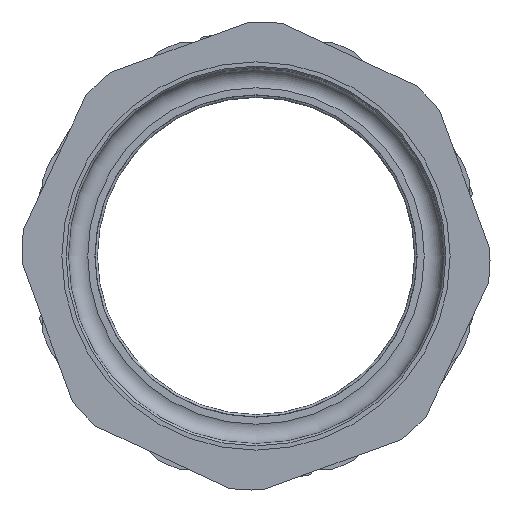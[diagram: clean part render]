
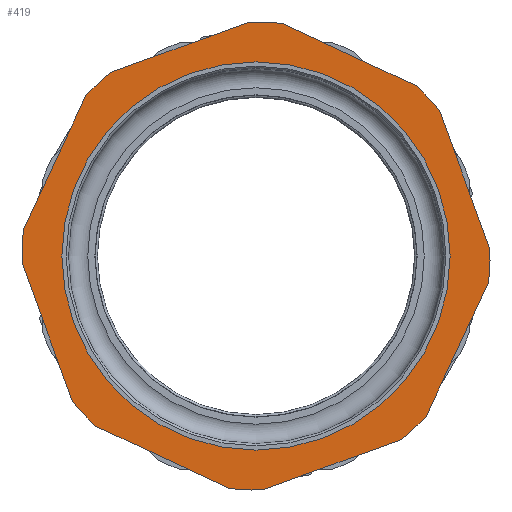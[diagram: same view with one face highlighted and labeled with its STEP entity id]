
A CAD part, front view. The second image highlights one B-rep face of the part: STEP entity #419.
In plain terms, the highlighted planar face has unit normal (0, -1, 0).
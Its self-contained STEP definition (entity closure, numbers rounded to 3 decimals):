
#419=ADVANCED_FACE('',(#1433,#1435),#1437,.T.);
#1433=FACE_BOUND('',#1434,.T.);
#1434=EDGE_LOOP('',(#2247,#2248,#2249,#2250,#2251,#2252,#2253,#2254,#2255,#2256,
#2257,#2258,#2259,#2260,#2261,#2262));
#1435=FACE_BOUND('',#1436,.T.);
#1436=EDGE_LOOP('',(#2263));
#1437=PLANE('',#1438);
#1438=AXIS2_PLACEMENT_3D('',#1439,#1440,#1441);
#1439=CARTESIAN_POINT('',(0.,-34.83,0.));
#1440=DIRECTION('',(0.,-1.,0.));
#1441=DIRECTION('',(-0.342,0.,0.94));
#2247=ORIENTED_EDGE('',*,*,#2720,.T.);
#2248=ORIENTED_EDGE('',*,*,#2695,.T.);
#2249=ORIENTED_EDGE('',*,*,#2721,.T.);
#2250=ORIENTED_EDGE('',*,*,#2717,.T.);
#2251=ORIENTED_EDGE('',*,*,#2722,.T.);
#2252=ORIENTED_EDGE('',*,*,#2713,.T.);
#2253=ORIENTED_EDGE('',*,*,#2723,.T.);
#2254=ORIENTED_EDGE('',*,*,#2709,.T.);
#2255=ORIENTED_EDGE('',*,*,#2724,.T.);
#2256=ORIENTED_EDGE('',*,*,#2705,.T.);
#2257=ORIENTED_EDGE('',*,*,#2725,.T.);
#2258=ORIENTED_EDGE('',*,*,#2701,.T.);
#2259=ORIENTED_EDGE('',*,*,#2726,.T.);
#2260=ORIENTED_EDGE('',*,*,#2697,.T.);
#2261=ORIENTED_EDGE('',*,*,#2727,.T.);
#2262=ORIENTED_EDGE('',*,*,#2689,.T.);
#2263=ORIENTED_EDGE('',*,*,#2728,.F.);
#2689=EDGE_CURVE('',#2997,#2995,#2998,.T.);
#2695=EDGE_CURVE('',#3002,#3007,#3009,.T.);
#2697=EDGE_CURVE('',#3013,#3011,#3014,.T.);
#2701=EDGE_CURVE('',#3021,#3019,#3022,.T.);
#2705=EDGE_CURVE('',#3029,#3027,#3030,.T.);
#2709=EDGE_CURVE('',#3037,#3035,#3038,.T.);
#2713=EDGE_CURVE('',#3045,#3043,#3046,.T.);
#2717=EDGE_CURVE('',#3053,#3051,#3054,.T.);
#2720=EDGE_CURVE('',#2995,#3002,#3058,.T.);
#2721=EDGE_CURVE('',#3007,#3053,#3059,.T.);
#2722=EDGE_CURVE('',#3051,#3045,#3060,.T.);
#2723=EDGE_CURVE('',#3043,#3037,#3061,.T.);
#2724=EDGE_CURVE('',#3035,#3029,#3062,.T.);
#2725=EDGE_CURVE('',#3027,#3021,#3063,.T.);
#2726=EDGE_CURVE('',#3019,#3013,#3064,.T.);
#2727=EDGE_CURVE('',#3011,#2997,#3065,.T.);
#2728=EDGE_CURVE('',#3066,#3066,#3067,.T.);
#2995=VERTEX_POINT('',#3596);
#2997=VERTEX_POINT('',#3600);
#2998=CIRCLE('',#3601,54.25);
#3002=VERTEX_POINT('',#3613);
#3007=VERTEX_POINT('',#3623);
#3009=CIRCLE('',#3627,54.25);
#3011=VERTEX_POINT('',#3632);
#3013=VERTEX_POINT('',#3636);
#3014=CIRCLE('',#3637,54.25);
#3019=VERTEX_POINT('',#3650);
#3021=VERTEX_POINT('',#3654);
#3022=CIRCLE('',#3655,54.25);
#3027=VERTEX_POINT('',#3668);
#3029=VERTEX_POINT('',#3672);
#3030=CIRCLE('',#3673,54.25);
#3035=VERTEX_POINT('',#3686);
#3037=VERTEX_POINT('',#3690);
#3038=CIRCLE('',#3691,54.25);
#3043=VERTEX_POINT('',#3704);
#3045=VERTEX_POINT('',#3708);
#3046=CIRCLE('',#3709,54.25);
#3051=VERTEX_POINT('',#3722);
#3053=VERTEX_POINT('',#3726);
#3054=CIRCLE('',#3727,54.25);
#3058=LINE('',#3739,#3740);
#3059=LINE('',#3742,#3743);
#3060=LINE('',#3745,#3746);
#3061=LINE('',#3748,#3749);
#3062=LINE('',#3751,#3752);
#3063=LINE('',#3754,#3755);
#3064=LINE('',#3757,#3758);
#3065=LINE('',#3760,#3761);
#3066=VERTEX_POINT('',#3763);
#3067=CIRCLE('',#3764,45.);
#3596=CARTESIAN_POINT('',(-1.589,-34.83,54.227));
#3600=CARTESIAN_POINT('',(6.127,-34.83,53.903));
#3601=AXIS2_PLACEMENT_3D('',#3602,#3603,#3604);
#3602=CARTESIAN_POINT('',(0.,-34.83,0.));
#3603=DIRECTION('',(0.,-1.,0.));
#3604=DIRECTION('',(0.113,0.,0.994));
#3613=CARTESIAN_POINT('',(-33.639,-34.83,42.562));
#3623=CARTESIAN_POINT('',(-39.342,-34.83,37.354));
#3627=AXIS2_PLACEMENT_3D('',#3628,#3629,#3630);
#3628=CARTESIAN_POINT('',(0.,-34.83,0.));
#3629=DIRECTION('',(0.,-1.,0.));
#3630=DIRECTION('',(-0.62,0.,0.785));
#3632=CARTESIAN_POINT('',(37.354,-34.83,39.342));
#3636=CARTESIAN_POINT('',(42.562,-34.83,33.639));
#3637=AXIS2_PLACEMENT_3D('',#3638,#3639,#3640);
#3638=CARTESIAN_POINT('',(0.,-34.83,0.));
#3639=DIRECTION('',(0.,-1.,0.));
#3640=DIRECTION('',(0.785,0.,0.62));
#3650=CARTESIAN_POINT('',(54.227,-34.83,1.589));
#3654=CARTESIAN_POINT('',(53.903,-34.83,-6.127));
#3655=AXIS2_PLACEMENT_3D('',#3656,#3657,#3658);
#3656=CARTESIAN_POINT('',(0.,-34.83,0.));
#3657=DIRECTION('',(0.,-1.,0.));
#3658=DIRECTION('',(0.994,0.,-0.113));
#3668=CARTESIAN_POINT('',(39.342,-34.83,-37.354));
#3672=CARTESIAN_POINT('',(33.639,-34.83,-42.562));
#3673=AXIS2_PLACEMENT_3D('',#3674,#3675,#3676);
#3674=CARTESIAN_POINT('',(0.,-34.83,0.));
#3675=DIRECTION('',(0.,-1.,0.));
#3676=DIRECTION('',(0.62,0.,-0.785));
#3686=CARTESIAN_POINT('',(1.589,-34.83,-54.227));
#3690=CARTESIAN_POINT('',(-6.127,-34.83,-53.903));
#3691=AXIS2_PLACEMENT_3D('',#3692,#3693,#3694);
#3692=CARTESIAN_POINT('',(0.,-34.83,0.));
#3693=DIRECTION('',(0.,-1.,0.));
#3694=DIRECTION('',(-0.113,0.,-0.994));
#3704=CARTESIAN_POINT('',(-37.354,-34.83,-39.342));
#3708=CARTESIAN_POINT('',(-42.562,-34.83,-33.639));
#3709=AXIS2_PLACEMENT_3D('',#3710,#3711,#3712);
#3710=CARTESIAN_POINT('',(0.,-34.83,0.));
#3711=DIRECTION('',(0.,-1.,0.));
#3712=DIRECTION('',(-0.785,0.,-0.62));
#3722=CARTESIAN_POINT('',(-54.227,-34.83,-1.589));
#3726=CARTESIAN_POINT('',(-53.903,-34.83,6.127));
#3727=AXIS2_PLACEMENT_3D('',#3728,#3729,#3730);
#3728=CARTESIAN_POINT('',(0.,-34.83,0.));
#3729=DIRECTION('',(0.,-1.,0.));
#3730=DIRECTION('',(-0.994,0.,0.113));
#3739=CARTESIAN_POINT('',(-1.589,-34.83,54.227));
#3740=VECTOR('',#3741,1.);
#3741=DIRECTION('',(-0.94,0.,-0.342));
#3742=CARTESIAN_POINT('',(-39.342,-34.83,37.354));
#3743=VECTOR('',#3744,1.);
#3744=DIRECTION('',(-0.423,0.,-0.906));
#3745=CARTESIAN_POINT('',(-54.227,-34.83,-1.589));
#3746=VECTOR('',#3747,1.);
#3747=DIRECTION('',(0.342,0.,-0.94));
#3748=CARTESIAN_POINT('',(-37.354,-34.83,-39.342));
#3749=VECTOR('',#3750,1.);
#3750=DIRECTION('',(0.906,0.,-0.423));
#3751=CARTESIAN_POINT('',(1.589,-34.83,-54.227));
#3752=VECTOR('',#3753,1.);
#3753=DIRECTION('',(0.94,0.,0.342));
#3754=CARTESIAN_POINT('',(39.342,-34.83,-37.354));
#3755=VECTOR('',#3756,1.);
#3756=DIRECTION('',(0.423,0.,0.906));
#3757=CARTESIAN_POINT('',(54.227,-34.83,1.589));
#3758=VECTOR('',#3759,1.);
#3759=DIRECTION('',(-0.342,0.,0.94));
#3760=CARTESIAN_POINT('',(37.354,-34.83,39.342));
#3761=VECTOR('',#3762,1.);
#3762=DIRECTION('',(-0.906,0.,0.423));
#3763=CARTESIAN_POINT('',(-15.391,-34.83,42.286));
#3764=AXIS2_PLACEMENT_3D('',#3765,#3766,#3767);
#3765=CARTESIAN_POINT('',(0.,-34.83,0.));
#3766=DIRECTION('',(0.,-1.,0.));
#3767=DIRECTION('',(-0.342,0.,0.94));
